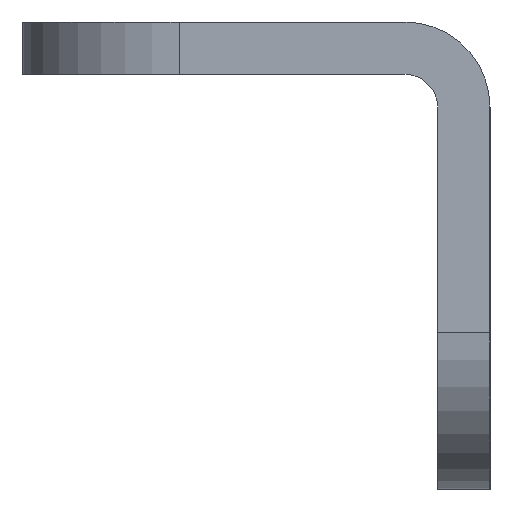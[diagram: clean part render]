
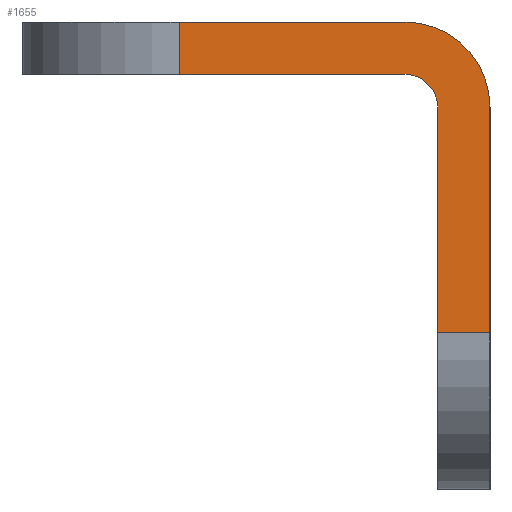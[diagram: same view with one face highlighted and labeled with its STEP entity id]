
A CAD part, left-side view. The second image highlights one B-rep face of the part: STEP entity #1655.
In plain terms, the highlighted planar face has unit normal (-1, 0, 0).
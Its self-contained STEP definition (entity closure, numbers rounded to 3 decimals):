
#317=FACE_OUTER_BOUND('',#405,.T.);
#405=EDGE_LOOP('',(#1279,#1280,#1281,#1282,#1283,#1284,#1285,#1286));
#715=CIRCLE('',#1746,1.);
#716=CIRCLE('',#1747,2.6);
#875=LINE('',#2519,#899);
#876=LINE('',#2521,#900);
#877=LINE('',#2525,#901);
#878=LINE('',#2527,#902);
#879=LINE('',#2529,#903);
#880=LINE('',#2532,#904);
#899=VECTOR('',#1997,1.6);
#900=VECTOR('',#1998,6.9);
#901=VECTOR('',#2001,6.9);
#902=VECTOR('',#2002,1.6);
#903=VECTOR('',#2003,6.9);
#904=VECTOR('',#2006,6.9);
#923=VERTEX_POINT('',#2517);
#924=VERTEX_POINT('',#2518);
#925=VERTEX_POINT('',#2520);
#926=VERTEX_POINT('',#2522);
#927=VERTEX_POINT('',#2524);
#928=VERTEX_POINT('',#2526);
#929=VERTEX_POINT('',#2528);
#930=VERTEX_POINT('',#2530);
#1095=EDGE_CURVE('',#923,#924,#875,.T.);
#1096=EDGE_CURVE('',#925,#924,#876,.T.);
#1097=EDGE_CURVE('',#925,#926,#715,.T.);
#1098=EDGE_CURVE('',#927,#926,#877,.T.);
#1099=EDGE_CURVE('',#927,#928,#878,.T.);
#1100=EDGE_CURVE('',#929,#928,#879,.T.);
#1101=EDGE_CURVE('',#929,#930,#716,.T.);
#1102=EDGE_CURVE('',#923,#930,#880,.T.);
#1279=ORIENTED_EDGE('',*,*,#1095,.T.);
#1280=ORIENTED_EDGE('',*,*,#1096,.F.);
#1281=ORIENTED_EDGE('',*,*,#1097,.T.);
#1282=ORIENTED_EDGE('',*,*,#1098,.F.);
#1283=ORIENTED_EDGE('',*,*,#1099,.T.);
#1284=ORIENTED_EDGE('',*,*,#1100,.F.);
#1285=ORIENTED_EDGE('',*,*,#1101,.T.);
#1286=ORIENTED_EDGE('',*,*,#1102,.F.);
#1647=PLANE('',#1745);
#1655=ADVANCED_FACE('',(#317),#1647,.F.);
#1745=AXIS2_PLACEMENT_3D('',#2516,#1995,#1996);
#1746=AXIS2_PLACEMENT_3D('',#2523,#1999,#2000);
#1747=AXIS2_PLACEMENT_3D('',#2531,#2004,#2005);
#1995=DIRECTION('center_axis',(1.,0.,0.));
#1996=DIRECTION('ref_axis',(0.,0.,-1.));
#1997=DIRECTION('',(0.,0.,-1.));
#1998=DIRECTION('',(0.,1.,0.));
#1999=DIRECTION('center_axis',(1.,0.,0.));
#2000=DIRECTION('ref_axis',(0.,0.,1.));
#2001=DIRECTION('',(0.,0.,1.));
#2002=DIRECTION('',(0.,-1.,0.));
#2003=DIRECTION('',(0.,0.,-1.));
#2004=DIRECTION('center_axis',(-1.,0.,0.));
#2005=DIRECTION('ref_axis',(0.,-1.,0.));
#2006=DIRECTION('',(0.,-1.,0.));
#2516=CARTESIAN_POINT('Origin',(-148.,0.,0.));
#2517=CARTESIAN_POINT('',(-148.,9.5,0.));
#2518=CARTESIAN_POINT('',(-148.,9.5,-1.6));
#2519=CARTESIAN_POINT('',(-148.,9.5,0.));
#2520=CARTESIAN_POINT('',(-148.,2.6,-1.6));
#2521=CARTESIAN_POINT('',(-148.,2.6,-1.6));
#2522=CARTESIAN_POINT('',(-148.,1.6,-2.6));
#2523=CARTESIAN_POINT('Origin',(-148.,2.6,-2.6));
#2524=CARTESIAN_POINT('',(-148.,1.6,-9.5));
#2525=CARTESIAN_POINT('',(-148.,1.6,-9.5));
#2526=CARTESIAN_POINT('',(-148.,0.,-9.5));
#2527=CARTESIAN_POINT('',(-148.,1.6,-9.5));
#2528=CARTESIAN_POINT('',(-148.,0.,-2.6));
#2529=CARTESIAN_POINT('',(-148.,0.,-2.6));
#2530=CARTESIAN_POINT('',(-148.,2.6,0.));
#2531=CARTESIAN_POINT('Origin',(-148.,2.6,-2.6));
#2532=CARTESIAN_POINT('',(-148.,9.5,0.));
